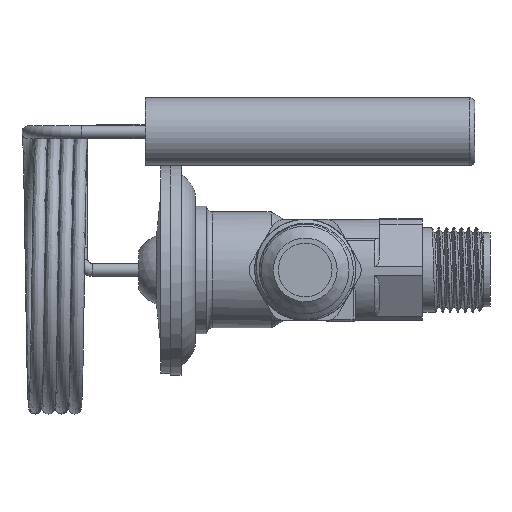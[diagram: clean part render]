
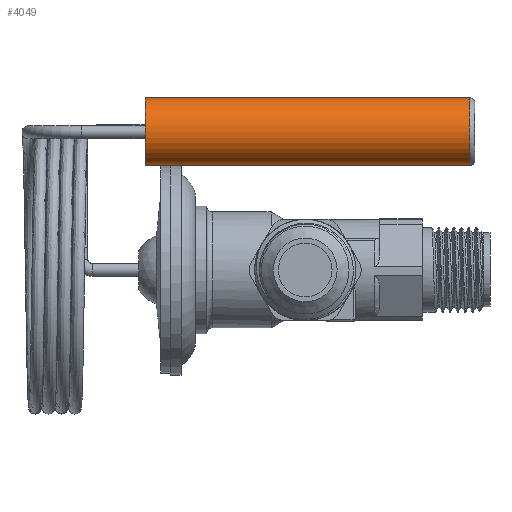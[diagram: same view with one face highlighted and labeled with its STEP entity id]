
A CAD part, left-side view. The second image highlights one B-rep face of the part: STEP entity #4049.
In plain terms, the highlighted cylindrical face has radius 6.35 mm (diameter 12.7 mm), a full revolution.
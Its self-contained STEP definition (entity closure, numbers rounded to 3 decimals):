
#442=FACE_OUTER_BOUND('',#691,.T.);
#691=EDGE_LOOP('',(#3678,#3679,#3680,#3681,#3682,#3683));
#913=CIRCLE('',#4511,6.35);
#914=CIRCLE('',#4512,6.35);
#927=CIRCLE('',#4530,6.35);
#928=CIRCLE('',#4531,6.35);
#1260=LINE('',#14574,#1494);
#1494=VECTOR('',#5682,6.35);
#1882=VERTEX_POINT('',#12074);
#1883=VERTEX_POINT('',#12075);
#1895=VERTEX_POINT('',#14573);
#1896=VERTEX_POINT('',#14575);
#2477=EDGE_CURVE('',#1882,#1883,#913,.T.);
#2478=EDGE_CURVE('',#1883,#1882,#914,.T.);
#2496=EDGE_CURVE('',#1883,#1895,#1260,.T.);
#2497=EDGE_CURVE('',#1895,#1896,#927,.T.);
#2498=EDGE_CURVE('',#1896,#1895,#928,.T.);
#3678=ORIENTED_EDGE('',*,*,#2477,.F.);
#3679=ORIENTED_EDGE('',*,*,#2478,.F.);
#3680=ORIENTED_EDGE('',*,*,#2496,.T.);
#3681=ORIENTED_EDGE('',*,*,#2497,.T.);
#3682=ORIENTED_EDGE('',*,*,#2498,.T.);
#3683=ORIENTED_EDGE('',*,*,#2496,.F.);
#3824=CYLINDRICAL_SURFACE('',#4529,6.35);
#4049=ADVANCED_FACE('',(#442),#3824,.T.);
#4511=AXIS2_PLACEMENT_3D('',#12076,#5641,#5642);
#4512=AXIS2_PLACEMENT_3D('',#12077,#5643,#5644);
#4529=AXIS2_PLACEMENT_3D('',#14572,#5680,#5681);
#4530=AXIS2_PLACEMENT_3D('',#14576,#5683,#5684);
#4531=AXIS2_PLACEMENT_3D('',#14577,#5685,#5686);
#5641=DIRECTION('center_axis',(0.,1.,0.));
#5642=DIRECTION('ref_axis',(-1.,0.,0.));
#5643=DIRECTION('center_axis',(0.,1.,0.));
#5644=DIRECTION('ref_axis',(-1.,0.,0.));
#5680=DIRECTION('center_axis',(0.,1.,0.));
#5681=DIRECTION('ref_axis',(-1.,0.,0.));
#5682=DIRECTION('',(0.,-1.,0.));
#5683=DIRECTION('center_axis',(0.,1.,0.));
#5684=DIRECTION('ref_axis',(1.,0.,0.));
#5685=DIRECTION('center_axis',(0.,1.,0.));
#5686=DIRECTION('ref_axis',(1.,0.,0.));
#12074=CARTESIAN_POINT('',(-75.99,25.839,101.266));
#12075=CARTESIAN_POINT('',(-63.29,25.839,101.266));
#12076=CARTESIAN_POINT('Origin',(-69.64,25.839,101.266));
#12077=CARTESIAN_POINT('Origin',(-69.64,25.839,101.266));
#14572=CARTESIAN_POINT('Origin',(-69.64,17.002,101.266));
#14573=CARTESIAN_POINT('',(-63.29,-35.161,101.266));
#14574=CARTESIAN_POINT('',(-63.29,17.002,101.266));
#14575=CARTESIAN_POINT('',(-75.99,-35.161,101.266));
#14576=CARTESIAN_POINT('Origin',(-69.64,-35.161,101.266));
#14577=CARTESIAN_POINT('Origin',(-69.64,-35.161,101.266));
